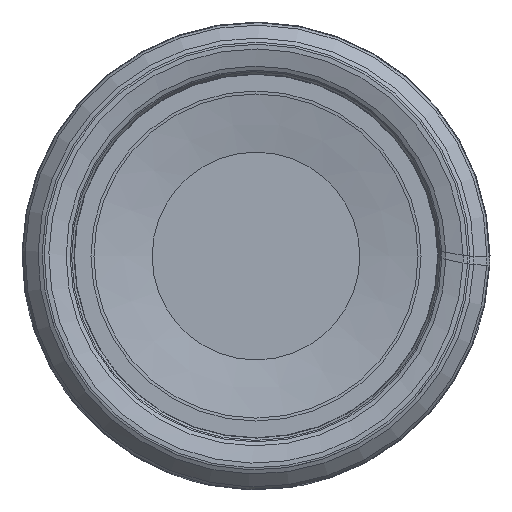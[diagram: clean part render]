
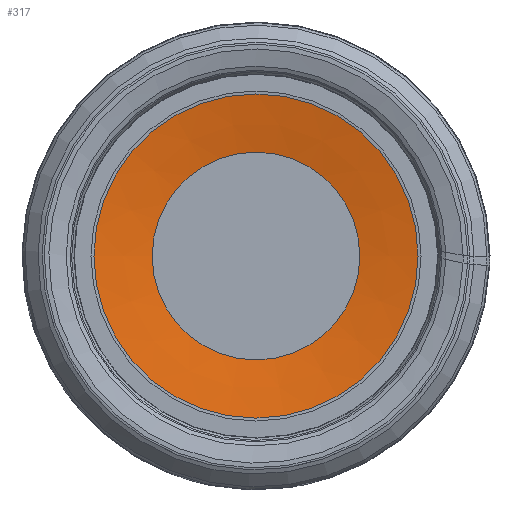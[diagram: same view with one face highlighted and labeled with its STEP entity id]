
A CAD part, left-side view. The second image highlights one B-rep face of the part: STEP entity #317.
In plain terms, the highlighted conical face has half-angle 80 degrees and reference radius 47.569 mm.
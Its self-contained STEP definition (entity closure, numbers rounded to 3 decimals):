
#70=CONICAL_SURFACE('',#1316,47.569,80.);
#73=FACE_BOUND('',#516,.T.);
#74=FACE_BOUND('',#517,.T.);
#317=ADVANCED_FACE('',(#73,#74),#70,.F.);
#516=EDGE_LOOP('',(#885));
#517=EDGE_LOOP('',(#886));
#625=CIRCLE('',#1313,30.479);
#626=CIRCLE('',#1315,47.569);
#885=ORIENTED_EDGE('',*,*,#1121,.F.);
#886=ORIENTED_EDGE('',*,*,#1122,.T.);
#982=VERTEX_POINT('',#2559);
#983=VERTEX_POINT('',#2562);
#1121=EDGE_CURVE('',#982,#982,#625,.T.);
#1122=EDGE_CURVE('',#983,#983,#626,.T.);
#1313=AXIS2_PLACEMENT_3D('',#2558,#1551,#1552);
#1315=AXIS2_PLACEMENT_3D('',#2561,#1555,#1556);
#1316=AXIS2_PLACEMENT_3D('',#2563,#1557,#1558);
#1551=DIRECTION('',(-1.,0.,0.));
#1552=DIRECTION('',(0.,-1.,0.));
#1555=DIRECTION('',(-1.,0.,0.));
#1556=DIRECTION('',(0.,-1.,0.));
#1557=DIRECTION('',(-1.,0.,0.));
#1558=DIRECTION('',(0.,-1.,0.));
#2558=CARTESIAN_POINT('',(7.489,0.,0.));
#2559=CARTESIAN_POINT('',(7.489,-30.479,0.));
#2561=CARTESIAN_POINT('',(4.476,0.,0.));
#2562=CARTESIAN_POINT('',(4.476,-47.569,0.));
#2563=CARTESIAN_POINT('',(4.476,0.,0.));
